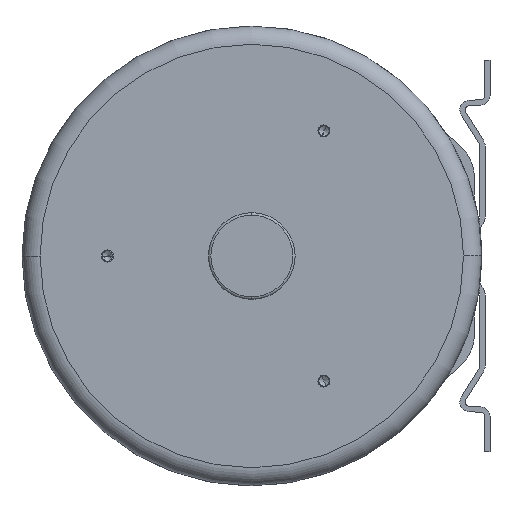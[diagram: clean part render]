
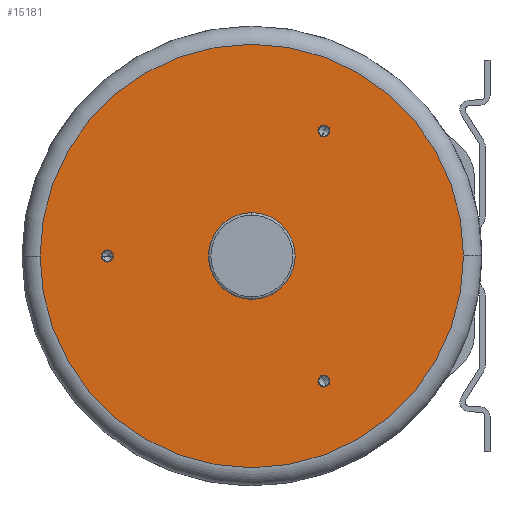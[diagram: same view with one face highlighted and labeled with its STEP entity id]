
A CAD part, left-side view. The second image highlights one B-rep face of the part: STEP entity #15181.
In plain terms, the highlighted planar face has unit normal (-1, 0, 0).
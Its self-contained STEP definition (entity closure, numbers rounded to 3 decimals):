
#315=CARTESIAN_POINT('',(-121.,0.,0.));
#316=DIRECTION('',(-1.,0.,0.));
#317=DIRECTION('',(0.,0.,1.));
#318=AXIS2_PLACEMENT_3D('',#315,#316,#317);
#320=CARTESIAN_POINT('',(-121.,0.,0.));
#321=DIRECTION('',(-1.,0.,0.));
#322=DIRECTION('',(0.,0.,-1.));
#323=AXIS2_PLACEMENT_3D('',#320,#321,#322);
#325=CARTESIAN_POINT('',(-121.,120.,0.));
#326=DIRECTION('',(-1.,0.,0.));
#327=DIRECTION('',(0.,1.,0.));
#328=AXIS2_PLACEMENT_3D('',#325,#326,#327);
#330=CARTESIAN_POINT('',(-121.,120.,0.));
#331=DIRECTION('',(-1.,0.,0.));
#332=DIRECTION('',(0.,-1.,0.));
#333=AXIS2_PLACEMENT_3D('',#330,#331,#332);
#335=CARTESIAN_POINT('',(-121.,-60.,103.923));
#336=DIRECTION('',(-1.,0.,0.));
#337=DIRECTION('',(0.,-0.5,0.866));
#338=AXIS2_PLACEMENT_3D('',#335,#336,#337);
#340=CARTESIAN_POINT('',(-121.,-60.,103.923));
#341=DIRECTION('',(-1.,0.,0.));
#342=DIRECTION('',(0.,0.5,-0.866));
#343=AXIS2_PLACEMENT_3D('',#340,#341,#342);
#345=CARTESIAN_POINT('',(-121.,-60.,-103.923));
#346=DIRECTION('',(-1.,0.,0.));
#347=DIRECTION('',(0.,-0.5,-0.866));
#348=AXIS2_PLACEMENT_3D('',#345,#346,#347);
#350=CARTESIAN_POINT('',(-121.,-60.,-103.923));
#351=DIRECTION('',(-1.,0.,0.));
#352=DIRECTION('',(0.,0.5,0.866));
#353=AXIS2_PLACEMENT_3D('',#350,#351,#352);
#355=CARTESIAN_POINT('',(-121.,0.,0.));
#356=DIRECTION('',(-1.,0.,0.));
#357=DIRECTION('',(0.,1.,0.));
#358=AXIS2_PLACEMENT_3D('',#355,#356,#357);
#360=CARTESIAN_POINT('',(-121.,0.,0.));
#361=DIRECTION('',(-1.,0.,0.));
#362=DIRECTION('',(0.,-1.,0.));
#363=AXIS2_PLACEMENT_3D('',#360,#361,#362);
#12919=CARTESIAN_POINT('',(-121.,124.25,0.));
#12920=CARTESIAN_POINT('',(-121.,115.75,0.));
#12921=VERTEX_POINT('',#12919);
#12922=VERTEX_POINT('',#12920);
#12929=CARTESIAN_POINT('',(-121.,-62.125,107.604));
#12930=CARTESIAN_POINT('',(-121.,-57.875,100.242));
#12931=VERTEX_POINT('',#12929);
#12932=VERTEX_POINT('',#12930);
#12939=CARTESIAN_POINT('',(-121.,-62.125,-107.604));
#12940=CARTESIAN_POINT('',(-121.,-57.875,-100.242));
#12941=VERTEX_POINT('',#12939);
#12942=VERTEX_POINT('',#12940);
#12953=CARTESIAN_POINT('',(-121.,0.,36.));
#12954=CARTESIAN_POINT('',(-121.,0.,-36.));
#12955=VERTEX_POINT('',#12953);
#12956=VERTEX_POINT('',#12954);
#13389=CARTESIAN_POINT('',(-121.,176.,0.));
#13390=CARTESIAN_POINT('',(-121.,-176.,0.));
#13391=VERTEX_POINT('',#13389);
#13392=VERTEX_POINT('',#13390);
#15146=CARTESIAN_POINT('',(-121.,0.,0.));
#15147=DIRECTION('',(1.,0.,0.));
#15148=DIRECTION('',(0.,-1.,0.));
#15149=AXIS2_PLACEMENT_3D('',#15146,#15147,#15148);
#15150=PLANE('',#15149);
#15152=ORIENTED_EDGE('',*,*,#15151,.F.);
#15154=ORIENTED_EDGE('',*,*,#15153,.F.);
#15155=EDGE_LOOP('',(#15152,#15154));
#15156=FACE_OUTER_BOUND('',#15155,.F.);
#15158=ORIENTED_EDGE('',*,*,#15157,.T.);
#15160=ORIENTED_EDGE('',*,*,#15159,.T.);
#15161=EDGE_LOOP('',(#15158,#15160));
#15162=FACE_BOUND('',#15161,.F.);
#15164=ORIENTED_EDGE('',*,*,#15163,.T.);
#15166=ORIENTED_EDGE('',*,*,#15165,.T.);
#15167=EDGE_LOOP('',(#15164,#15166));
#15168=FACE_BOUND('',#15167,.F.);
#15170=ORIENTED_EDGE('',*,*,#15169,.T.);
#15172=ORIENTED_EDGE('',*,*,#15171,.T.);
#15173=EDGE_LOOP('',(#15170,#15172));
#15174=FACE_BOUND('',#15173,.F.);
#15176=ORIENTED_EDGE('',*,*,#15175,.T.);
#15178=ORIENTED_EDGE('',*,*,#15177,.T.);
#15179=EDGE_LOOP('',(#15176,#15178));
#15180=FACE_BOUND('',#15179,.F.);
#15181=ADVANCED_FACE('',(#15156,#15162,#15168,#15174,#15180),#15150,.F.);
#319=CIRCLE('',#318,36.);
#324=CIRCLE('',#323,36.);
#329=CIRCLE('',#328,4.25);
#334=CIRCLE('',#333,4.25);
#339=CIRCLE('',#338,4.25);
#344=CIRCLE('',#343,4.25);
#349=CIRCLE('',#348,4.25);
#354=CIRCLE('',#353,4.25);
#359=CIRCLE('',#358,176.);
#364=CIRCLE('',#363,176.);
#15151=EDGE_CURVE('',#13391,#13392,#359,.T.);
#15153=EDGE_CURVE('',#13392,#13391,#364,.T.);
#15157=EDGE_CURVE('',#12955,#12956,#319,.T.);
#15159=EDGE_CURVE('',#12956,#12955,#324,.T.);
#15163=EDGE_CURVE('',#12921,#12922,#329,.T.);
#15165=EDGE_CURVE('',#12922,#12921,#334,.T.);
#15169=EDGE_CURVE('',#12931,#12932,#339,.T.);
#15171=EDGE_CURVE('',#12932,#12931,#344,.T.);
#15175=EDGE_CURVE('',#12941,#12942,#349,.T.);
#15177=EDGE_CURVE('',#12942,#12941,#354,.T.);
